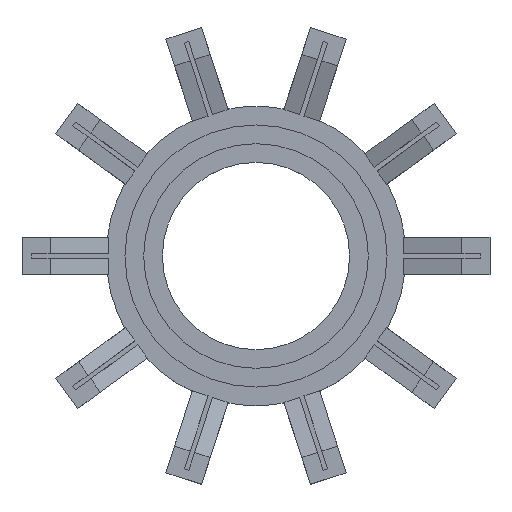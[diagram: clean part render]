
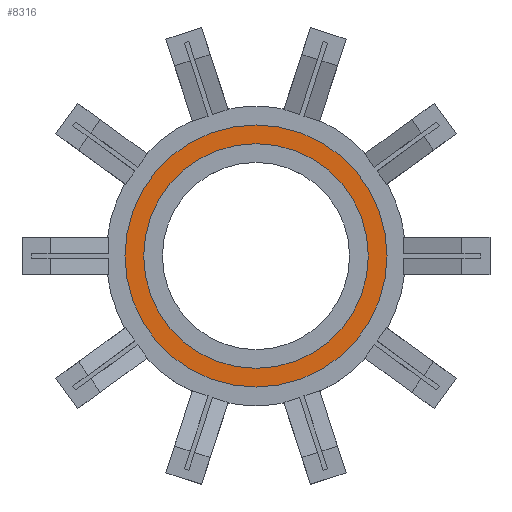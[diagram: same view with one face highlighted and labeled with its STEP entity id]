
A CAD part, top view. The second image highlights one B-rep face of the part: STEP entity #8316.
In plain terms, the highlighted planar face has unit normal (0, 0, 1).
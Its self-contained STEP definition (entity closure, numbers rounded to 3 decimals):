
#8250 = CYLINDRICAL_SURFACE('',#8251,14.);
#8251 = AXIS2_PLACEMENT_3D('',#8252,#8253,#8254);
#8252 = CARTESIAN_POINT('',(0.,0.,3.));
#8253 = DIRECTION('',(0.,0.,-1.));
#8254 = DIRECTION('',(-1.,0.,0.));
#8267 = VERTEX_POINT('',#8268);
#8268 = CARTESIAN_POINT('',(-14.,0.,2.));
#8289 = EDGE_CURVE('',#8267,#8267,#8290,.T.);
#8290 = SURFACE_CURVE('',#8291,(#8296,#8303),.PCURVE_S1.);
#8291 = CIRCLE('',#8292,14.);
#8292 = AXIS2_PLACEMENT_3D('',#8293,#8294,#8295);
#8293 = CARTESIAN_POINT('',(0.,0.,2.));
#8294 = DIRECTION('',(0.,0.,1.));
#8295 = DIRECTION('',(-1.,0.,0.));
#8296 = PCURVE('',#8250,#8297);
#8297 = DEFINITIONAL_REPRESENTATION('',(#8298),#8302);
#8298 = LINE('',#8299,#8300);
#8299 = CARTESIAN_POINT('',(-0.,1.));
#8300 = VECTOR('',#8301,1.);
#8301 = DIRECTION('',(-1.,0.));
#8302 = ( GEOMETRIC_REPRESENTATION_CONTEXT(2) 
PARAMETRIC_REPRESENTATION_CONTEXT() REPRESENTATION_CONTEXT('2D SPACE',''
  ) );
#8303 = PCURVE('',#8304,#8309);
#8304 = PLANE('',#8305);
#8305 = AXIS2_PLACEMENT_3D('',#8306,#8307,#8308);
#8306 = CARTESIAN_POINT('',(0.,0.,2.));
#8307 = DIRECTION('',(0.,0.,1.));
#8308 = DIRECTION('',(-1.,0.,0.));
#8309 = DEFINITIONAL_REPRESENTATION('',(#8310),#8314);
#8310 = CIRCLE('',#8311,14.);
#8311 = AXIS2_PLACEMENT_2D('',#8312,#8313);
#8312 = CARTESIAN_POINT('',(0.,0.));
#8313 = DIRECTION('',(1.,0.));
#8314 = ( GEOMETRIC_REPRESENTATION_CONTEXT(2) 
PARAMETRIC_REPRESENTATION_CONTEXT() REPRESENTATION_CONTEXT('2D SPACE',''
  ) );
#8316 = ADVANCED_FACE('',(#8317,#8320),#8304,.T.);
#8317 = FACE_BOUND('',#8318,.T.);
#8318 = EDGE_LOOP('',(#8319));
#8319 = ORIENTED_EDGE('',*,*,#8289,.T.);
#8320 = FACE_BOUND('',#8321,.T.);
#8321 = EDGE_LOOP('',(#8322));
#8322 = ORIENTED_EDGE('',*,*,#8323,.F.);
#8323 = EDGE_CURVE('',#8324,#8324,#8326,.T.);
#8324 = VERTEX_POINT('',#8325);
#8325 = CARTESIAN_POINT('',(-12.,0.,2.));
#8326 = SURFACE_CURVE('',#8327,(#8332,#8339),.PCURVE_S1.);
#8327 = CIRCLE('',#8328,12.);
#8328 = AXIS2_PLACEMENT_3D('',#8329,#8330,#8331);
#8329 = CARTESIAN_POINT('',(0.,0.,2.));
#8330 = DIRECTION('',(0.,0.,1.));
#8331 = DIRECTION('',(-1.,0.,0.));
#8332 = PCURVE('',#8304,#8333);
#8333 = DEFINITIONAL_REPRESENTATION('',(#8334),#8338);
#8334 = CIRCLE('',#8335,12.);
#8335 = AXIS2_PLACEMENT_2D('',#8336,#8337);
#8336 = CARTESIAN_POINT('',(0.,0.));
#8337 = DIRECTION('',(1.,0.));
#8338 = ( GEOMETRIC_REPRESENTATION_CONTEXT(2) 
PARAMETRIC_REPRESENTATION_CONTEXT() REPRESENTATION_CONTEXT('2D SPACE',''
  ) );
#8339 = PCURVE('',#8340,#8345);
#8340 = CYLINDRICAL_SURFACE('',#8341,12.);
#8341 = AXIS2_PLACEMENT_3D('',#8342,#8343,#8344);
#8342 = CARTESIAN_POINT('',(0.,0.,2.));
#8343 = DIRECTION('',(0.,0.,-1.));
#8344 = DIRECTION('',(-1.,0.,0.));
#8345 = DEFINITIONAL_REPRESENTATION('',(#8346),#8350);
#8346 = LINE('',#8347,#8348);
#8347 = CARTESIAN_POINT('',(-0.,0.));
#8348 = VECTOR('',#8349,1.);
#8349 = DIRECTION('',(-1.,0.));
#8350 = ( GEOMETRIC_REPRESENTATION_CONTEXT(2) 
PARAMETRIC_REPRESENTATION_CONTEXT() REPRESENTATION_CONTEXT('2D SPACE',''
  ) );
